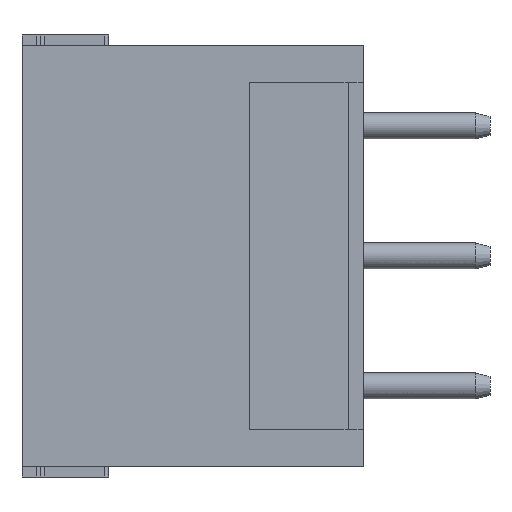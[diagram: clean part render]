
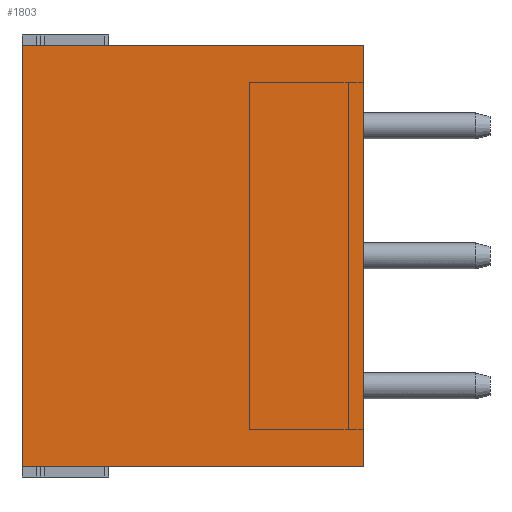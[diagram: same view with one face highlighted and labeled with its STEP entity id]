
A CAD part, left-side view. The second image highlights one B-rep face of the part: STEP entity #1803.
In plain terms, the highlighted planar face has unit normal (-1, 0, 0).
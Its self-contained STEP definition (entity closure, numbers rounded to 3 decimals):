
#159 = VERTEX_POINT ( 'NONE', #4996 ) ;
#219 = ORIENTED_EDGE ( 'NONE', *, *, #5150, .T. ) ;
#320 = LINE ( 'NONE', #8580, #1146 ) ;
#377 = CARTESIAN_POINT ( 'NONE',  ( -3.63, 4.6, -5.68 ) ) ;
#926 = VERTEX_POINT ( 'NONE', #9133 ) ;
#1146 = VECTOR ( 'NONE', #2392, 1000. ) ;
#1270 = LINE ( 'NONE', #6741, #4504 ) ;
#1439 = DIRECTION ( 'NONE',  ( 1., 0., 0. ) ) ;
#1518 = VERTEX_POINT ( 'NONE', #2587 ) ;
#1643 = EDGE_CURVE ( 'NONE', #926, #1518, #1270, .T. ) ;
#1803 = ADVANCED_FACE ( 'NONE', ( #7842 ), #7725, .F. ) ;
#1862 = DIRECTION ( 'NONE',  ( 0., -1., 0. ) ) ;
#2392 = DIRECTION ( 'NONE',  ( 0., 0., -1. ) ) ;
#2587 = CARTESIAN_POINT ( 'NONE',  ( -3.63, -4.6, -5.68 ) ) ;
#2748 = VECTOR ( 'NONE', #1862, 1000. ) ;
#3763 = VECTOR ( 'NONE', #4679, 1000. ) ;
#4357 = DIRECTION ( 'NONE',  ( 0., 0., -1. ) ) ;
#4504 = VECTOR ( 'NONE', #4357, 1000. ) ;
#4679 = DIRECTION ( 'NONE',  ( 0., 1., 0. ) ) ;
#4996 = CARTESIAN_POINT ( 'NONE',  ( -3.63, 4.6, 5.68 ) ) ;
#5150 = EDGE_CURVE ( 'NONE', #159, #8838, #320, .T. ) ;
#5316 = CARTESIAN_POINT ( 'NONE',  ( -3.63, 4.6, 5.95 ) ) ;
#6181 = EDGE_LOOP ( 'NONE', ( #6551, #6995, #8715, #219 ) ) ;
#6339 = EDGE_CURVE ( 'NONE', #1518, #8838, #9492, .T. ) ;
#6345 = CARTESIAN_POINT ( 'NONE',  ( -3.63, 4.6, -5.68 ) ) ;
#6507 = CARTESIAN_POINT ( 'NONE',  ( -3.63, 4.6, 5.68 ) ) ;
#6551 = ORIENTED_EDGE ( 'NONE', *, *, #6339, .F. ) ;
#6741 = CARTESIAN_POINT ( 'NONE',  ( -3.63, -4.6, 5.95 ) ) ;
#6995 = ORIENTED_EDGE ( 'NONE', *, *, #1643, .F. ) ;
#7247 = AXIS2_PLACEMENT_3D ( 'NONE', #5316, #1439, #8440 ) ;
#7376 = LINE ( 'NONE', #6507, #2748 ) ;
#7725 = PLANE ( 'NONE',  #7247 ) ;
#7842 = FACE_OUTER_BOUND ( 'NONE', #6181, .T. ) ;
#8440 = DIRECTION ( 'NONE',  ( 0., 1., 0. ) ) ;
#8580 = CARTESIAN_POINT ( 'NONE',  ( -3.63, 4.6, 5.95 ) ) ;
#8715 = ORIENTED_EDGE ( 'NONE', *, *, #9062, .F. ) ;
#8838 = VERTEX_POINT ( 'NONE', #377 ) ;
#9062 = EDGE_CURVE ( 'NONE', #159, #926, #7376, .T. ) ;
#9133 = CARTESIAN_POINT ( 'NONE',  ( -3.63, -4.6, 5.68 ) ) ;
#9492 = LINE ( 'NONE', #6345, #3763 ) ;
